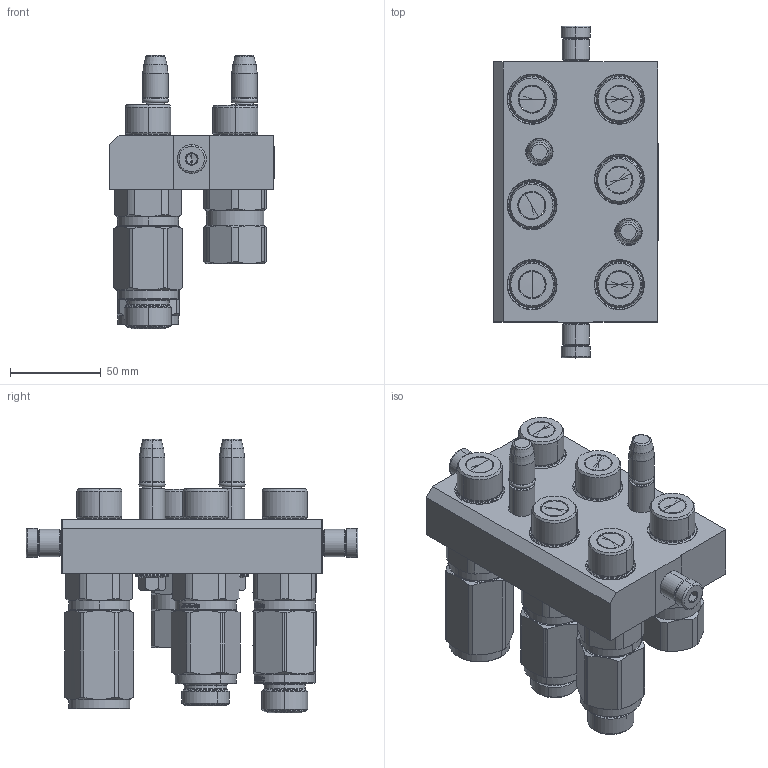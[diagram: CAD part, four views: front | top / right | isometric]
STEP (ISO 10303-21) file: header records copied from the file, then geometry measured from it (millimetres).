
FILE_DESCRIPTION (( 'STEP AP214' ), '1' );
FILE_NAME ('FASTER.step', '2021-02-17T17:01:29', ( '' ), ( '' ), 'SwSTEP 2.0', 'SolidWorks 2017', '' );
FILE_SCHEMA (( 'AUTOMOTIVE_DESIGN' ));
Length unit declared in the file: millimetre
Products named in the file (16): 2ffnp12-18g_m; 4830_028_1000_011; or2_62x9_19_m; 3ffnp12_gas_m; FASTER; 4830_013_3000_030; 3ffnp1211_58sm; P608_M_BASE; 4850_010_0000_010; 1540_080_0008_000; 3ffnp12-2_26m; et002; 4830_021_0000_000
Assembly tree (22 placements, depth 3):
  FASTER
    P608_M_BASE
      4850_010_0000_010
      4830_021_0000_000  x2
      4830_013_3000_030  x2
      4830_028_1000_011  x2
      1540_080_0008_000  x2
      or2_62x9_19_m  x2
    3ffnp12_gas_m
      3ffnp12_gas_m
    3ffnp12-2_26m
      3ffnp12-2_26m
    3ffnp1211_58sm
      3ffnp1211_58sm
    2ffnp12-18g_m  x3
    et002
Bounding box: 90.3 x 182.6 x 150.31 mm (x, y, z)
Volume: 112276.7 mm3; surface area: 192732.1 mm2
Topology: 14 solids, 59 shells, 2768 faces, 7461 edges, 4764 vertices
Faces by surface type: plane 1382, cone 554, cylinder 527, torus 210, bspline 95
Entity records: 89897 total; most frequent: CARTESIAN_POINT 23667, ORIENTED_EDGE 11543, DIRECTION 10739, EDGE_CURVE 6183, VERTEX_POINT 4044, VECTOR 3927, LINE 3927, AXIS2_PLACEMENT_3D 3406
